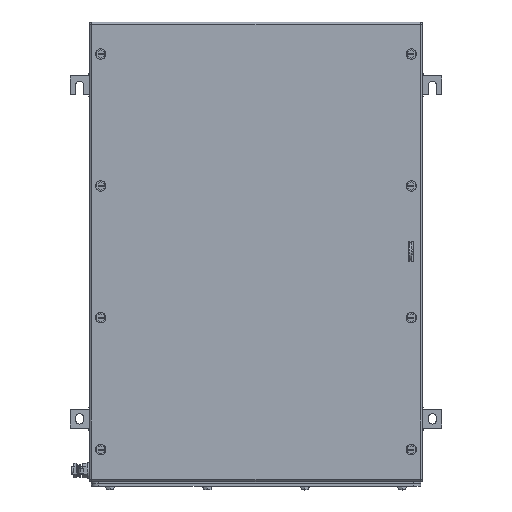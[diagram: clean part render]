
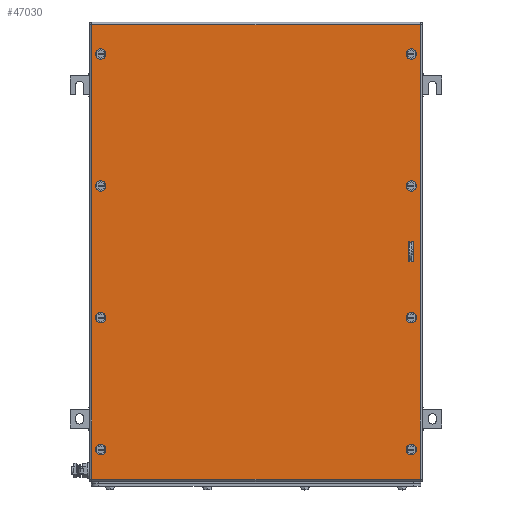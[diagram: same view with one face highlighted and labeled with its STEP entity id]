
A CAD part, top view. The second image highlights one B-rep face of the part: STEP entity #47030.
In plain terms, the highlighted planar face has unit normal (0, 0, 1).
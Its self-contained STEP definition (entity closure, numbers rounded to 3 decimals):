
#46798=AXIS2_PLACEMENT_3D('Circle Axis2P3D',#46796,#46797,$) ;
#46825=AXIS2_PLACEMENT_3D('Plane Axis2P3D',#46822,#46823,#46824) ;
#46863=AXIS2_PLACEMENT_3D('Circle Axis2P3D',#46861,#46862,$) ;
#46872=AXIS2_PLACEMENT_3D('Circle Axis2P3D',#46870,#46871,$) ;
#46881=AXIS2_PLACEMENT_3D('Circle Axis2P3D',#46879,#46880,$) ;
#46890=AXIS2_PLACEMENT_3D('Circle Axis2P3D',#46888,#46889,$) ;
#46899=AXIS2_PLACEMENT_3D('Circle Axis2P3D',#46897,#46898,$) ;
#46908=AXIS2_PLACEMENT_3D('Circle Axis2P3D',#46906,#46907,$) ;
#46917=AXIS2_PLACEMENT_3D('Circle Axis2P3D',#46915,#46916,$) ;
#46926=AXIS2_PLACEMENT_3D('Circle Axis2P3D',#46924,#46925,$) ;
#46935=AXIS2_PLACEMENT_3D('Circle Axis2P3D',#46933,#46934,$) ;
#46944=AXIS2_PLACEMENT_3D('Circle Axis2P3D',#46942,#46943,$) ;
#46953=AXIS2_PLACEMENT_3D('Circle Axis2P3D',#46951,#46952,$) ;
#46962=AXIS2_PLACEMENT_3D('Circle Axis2P3D',#46960,#46961,$) ;
#46971=AXIS2_PLACEMENT_3D('Circle Axis2P3D',#46969,#46970,$) ;
#46980=AXIS2_PLACEMENT_3D('Circle Axis2P3D',#46978,#46979,$) ;
#46989=AXIS2_PLACEMENT_3D('Circle Axis2P3D',#46987,#46988,$) ;
#46793=CARTESIAN_POINT('Vertex',(44.5,232.1,153.5)) ;
#46796=CARTESIAN_POINT('Axis2P3D Location',(41.,232.1,153.5)) ;
#46800=CARTESIAN_POINT('Vertex',(37.5,232.1,153.5)) ;
#46822=CARTESIAN_POINT('Axis2P3D Location',(250.5,321.,153.5)) ;
#46827=CARTESIAN_POINT('Line Origine',(250.5,627.5,153.5)) ;
#46831=CARTESIAN_POINT('Vertex',(472.,627.5,153.5)) ;
#46833=CARTESIAN_POINT('Vertex',(29.,627.5,153.5)) ;
#46836=CARTESIAN_POINT('Line Origine',(29.,321.,153.5)) ;
#46840=CARTESIAN_POINT('Vertex',(29.,14.5,153.5)) ;
#46843=CARTESIAN_POINT('Line Origine',(250.5,14.5,153.5)) ;
#46847=CARTESIAN_POINT('Vertex',(472.,14.5,153.5)) ;
#46850=CARTESIAN_POINT('Line Origine',(472.,321.,153.5)) ;
#46861=CARTESIAN_POINT('Axis2P3D Location',(41.,232.1,153.5)) ;
#46870=CARTESIAN_POINT('Axis2P3D Location',(41.,409.9,153.5)) ;
#46874=CARTESIAN_POINT('Vertex',(37.5,409.9,153.5)) ;
#46876=CARTESIAN_POINT('Vertex',(44.5,409.9,153.5)) ;
#46879=CARTESIAN_POINT('Axis2P3D Location',(41.,409.9,153.5)) ;
#46888=CARTESIAN_POINT('Axis2P3D Location',(460.,232.1,153.5)) ;
#46892=CARTESIAN_POINT('Vertex',(463.5,232.1,153.5)) ;
#46894=CARTESIAN_POINT('Vertex',(456.5,232.1,153.5)) ;
#46897=CARTESIAN_POINT('Axis2P3D Location',(460.,232.1,153.5)) ;
#46906=CARTESIAN_POINT('Axis2P3D Location',(460.,409.9,153.5)) ;
#46910=CARTESIAN_POINT('Vertex',(463.5,409.9,153.5)) ;
#46912=CARTESIAN_POINT('Vertex',(456.5,409.9,153.5)) ;
#46915=CARTESIAN_POINT('Axis2P3D Location',(460.,409.9,153.5)) ;
#46924=CARTESIAN_POINT('Axis2P3D Location',(41.,587.75,153.5)) ;
#46928=CARTESIAN_POINT('Vertex',(37.5,587.75,153.5)) ;
#46930=CARTESIAN_POINT('Vertex',(44.5,587.75,153.5)) ;
#46933=CARTESIAN_POINT('Axis2P3D Location',(41.,587.75,153.5)) ;
#46942=CARTESIAN_POINT('Axis2P3D Location',(41.,54.25,153.5)) ;
#46946=CARTESIAN_POINT('Vertex',(37.5,54.25,153.5)) ;
#46948=CARTESIAN_POINT('Vertex',(44.5,54.25,153.5)) ;
#46951=CARTESIAN_POINT('Axis2P3D Location',(41.,54.25,153.5)) ;
#46960=CARTESIAN_POINT('Axis2P3D Location',(460.,54.25,153.5)) ;
#46964=CARTESIAN_POINT('Vertex',(463.5,54.25,153.5)) ;
#46966=CARTESIAN_POINT('Vertex',(456.5,54.25,153.5)) ;
#46969=CARTESIAN_POINT('Axis2P3D Location',(460.,54.25,153.5)) ;
#46978=CARTESIAN_POINT('Axis2P3D Location',(460.,587.75,153.5)) ;
#46982=CARTESIAN_POINT('Vertex',(463.5,587.75,153.5)) ;
#46984=CARTESIAN_POINT('Vertex',(456.5,587.75,153.5)) ;
#46987=CARTESIAN_POINT('Axis2P3D Location',(460.,587.75,153.5)) ;
#46996=CARTESIAN_POINT('Line Origine',(459.75,307.5,153.5)) ;
#47000=CARTESIAN_POINT('Vertex',(463.,307.5,153.5)) ;
#47002=CARTESIAN_POINT('Vertex',(456.5,307.5,153.5)) ;
#47005=CARTESIAN_POINT('Line Origine',(456.5,321.,153.5)) ;
#47009=CARTESIAN_POINT('Vertex',(456.5,334.5,153.5)) ;
#47012=CARTESIAN_POINT('Line Origine',(459.75,334.5,153.5)) ;
#47016=CARTESIAN_POINT('Vertex',(463.,334.5,153.5)) ;
#47019=CARTESIAN_POINT('Line Origine',(463.,321.,153.5)) ;
#46797=DIRECTION('Axis2P3D Direction',(0.,0.,1.)) ;
#46823=DIRECTION('Axis2P3D Direction',(0.,0.,1.)) ;
#46824=DIRECTION('Axis2P3D XDirection',(1.,0.,0.)) ;
#46828=DIRECTION('Vector Direction',(1.,0.,0.)) ;
#46837=DIRECTION('Vector Direction',(0.,-1.,0.)) ;
#46844=DIRECTION('Vector Direction',(1.,0.,0.)) ;
#46851=DIRECTION('Vector Direction',(0.,1.,0.)) ;
#46862=DIRECTION('Axis2P3D Direction',(0.,0.,1.)) ;
#46871=DIRECTION('Axis2P3D Direction',(0.,0.,1.)) ;
#46880=DIRECTION('Axis2P3D Direction',(0.,0.,1.)) ;
#46889=DIRECTION('Axis2P3D Direction',(0.,0.,1.)) ;
#46898=DIRECTION('Axis2P3D Direction',(0.,0.,1.)) ;
#46907=DIRECTION('Axis2P3D Direction',(0.,0.,1.)) ;
#46916=DIRECTION('Axis2P3D Direction',(0.,0.,1.)) ;
#46925=DIRECTION('Axis2P3D Direction',(0.,0.,1.)) ;
#46934=DIRECTION('Axis2P3D Direction',(0.,0.,1.)) ;
#46943=DIRECTION('Axis2P3D Direction',(0.,0.,1.)) ;
#46952=DIRECTION('Axis2P3D Direction',(0.,0.,1.)) ;
#46961=DIRECTION('Axis2P3D Direction',(0.,0.,1.)) ;
#46970=DIRECTION('Axis2P3D Direction',(0.,0.,1.)) ;
#46979=DIRECTION('Axis2P3D Direction',(0.,0.,1.)) ;
#46988=DIRECTION('Axis2P3D Direction',(0.,0.,1.)) ;
#46997=DIRECTION('Vector Direction',(-1.,0.,0.)) ;
#47006=DIRECTION('Vector Direction',(0.,1.,0.)) ;
#47013=DIRECTION('Vector Direction',(1.,0.,0.)) ;
#47020=DIRECTION('Vector Direction',(0.,-1.,0.)) ;
#46829=VECTOR('Line Direction',#46828,1.) ;
#46838=VECTOR('Line Direction',#46837,1.) ;
#46845=VECTOR('Line Direction',#46844,1.) ;
#46852=VECTOR('Line Direction',#46851,1.) ;
#46998=VECTOR('Line Direction',#46997,1.) ;
#47007=VECTOR('Line Direction',#47006,1.) ;
#47014=VECTOR('Line Direction',#47013,1.) ;
#47021=VECTOR('Line Direction',#47020,1.) ;
#46856=ORIENTED_EDGE('',*,*,#46835,.T.) ;
#46857=ORIENTED_EDGE('',*,*,#46842,.T.) ;
#46858=ORIENTED_EDGE('',*,*,#46849,.T.) ;
#46859=ORIENTED_EDGE('',*,*,#46854,.T.) ;
#46867=ORIENTED_EDGE('',*,*,#46865,.F.) ;
#46868=ORIENTED_EDGE('',*,*,#46802,.F.) ;
#46885=ORIENTED_EDGE('',*,*,#46878,.F.) ;
#46886=ORIENTED_EDGE('',*,*,#46883,.F.) ;
#46903=ORIENTED_EDGE('',*,*,#46896,.F.) ;
#46904=ORIENTED_EDGE('',*,*,#46901,.F.) ;
#46921=ORIENTED_EDGE('',*,*,#46914,.F.) ;
#46922=ORIENTED_EDGE('',*,*,#46919,.F.) ;
#46939=ORIENTED_EDGE('',*,*,#46932,.F.) ;
#46940=ORIENTED_EDGE('',*,*,#46937,.F.) ;
#46957=ORIENTED_EDGE('',*,*,#46950,.F.) ;
#46958=ORIENTED_EDGE('',*,*,#46955,.F.) ;
#46975=ORIENTED_EDGE('',*,*,#46968,.F.) ;
#46976=ORIENTED_EDGE('',*,*,#46973,.F.) ;
#46993=ORIENTED_EDGE('',*,*,#46986,.F.) ;
#46994=ORIENTED_EDGE('',*,*,#46991,.F.) ;
#47025=ORIENTED_EDGE('',*,*,#47004,.T.) ;
#47026=ORIENTED_EDGE('',*,*,#47011,.T.) ;
#47027=ORIENTED_EDGE('',*,*,#47018,.T.) ;
#47028=ORIENTED_EDGE('',*,*,#47023,.T.) ;
#46869=FACE_BOUND('',#46866,.T.) ;
#46887=FACE_BOUND('',#46884,.T.) ;
#46905=FACE_BOUND('',#46902,.T.) ;
#46923=FACE_BOUND('',#46920,.T.) ;
#46941=FACE_BOUND('',#46938,.T.) ;
#46959=FACE_BOUND('',#46956,.T.) ;
#46977=FACE_BOUND('',#46974,.T.) ;
#46995=FACE_BOUND('',#46992,.T.) ;
#47029=FACE_BOUND('',#47024,.T.) ;
#47030=ADVANCED_FACE('ZUB_KTB_MH_624515_1GP_AllCATPart.2\\ZUB_DE_KTB_MH_620x450.1\\DE_KTB_MH_PART_MASTER.1\\Koerper.2',(#46860,#46869,#46887,#46905,#46923,#46941,#46959,#46977,#46995,#47029),#46826,.T.) ;
#46799=CIRCLE('generated circle',#46798,3.5) ;
#46864=CIRCLE('generated circle',#46863,3.5) ;
#46873=CIRCLE('generated circle',#46872,3.5) ;
#46882=CIRCLE('generated circle',#46881,3.5) ;
#46891=CIRCLE('generated circle',#46890,3.5) ;
#46900=CIRCLE('generated circle',#46899,3.5) ;
#46909=CIRCLE('generated circle',#46908,3.5) ;
#46918=CIRCLE('generated circle',#46917,3.5) ;
#46927=CIRCLE('generated circle',#46926,3.5) ;
#46936=CIRCLE('generated circle',#46935,3.5) ;
#46945=CIRCLE('generated circle',#46944,3.5) ;
#46954=CIRCLE('generated circle',#46953,3.5) ;
#46963=CIRCLE('generated circle',#46962,3.5) ;
#46972=CIRCLE('generated circle',#46971,3.5) ;
#46981=CIRCLE('generated circle',#46980,3.5) ;
#46990=CIRCLE('generated circle',#46989,3.5) ;
#46802=EDGE_CURVE('',#46794,#46801,#46799,.T.) ;
#46835=EDGE_CURVE('',#46832,#46834,#46830,.F.) ;
#46842=EDGE_CURVE('',#46834,#46841,#46839,.T.) ;
#46849=EDGE_CURVE('',#46841,#46848,#46846,.T.) ;
#46854=EDGE_CURVE('',#46848,#46832,#46853,.T.) ;
#46865=EDGE_CURVE('',#46801,#46794,#46864,.T.) ;
#46878=EDGE_CURVE('',#46875,#46877,#46873,.T.) ;
#46883=EDGE_CURVE('',#46877,#46875,#46882,.T.) ;
#46896=EDGE_CURVE('',#46893,#46895,#46891,.T.) ;
#46901=EDGE_CURVE('',#46895,#46893,#46900,.T.) ;
#46914=EDGE_CURVE('',#46911,#46913,#46909,.T.) ;
#46919=EDGE_CURVE('',#46913,#46911,#46918,.T.) ;
#46932=EDGE_CURVE('',#46929,#46931,#46927,.T.) ;
#46937=EDGE_CURVE('',#46931,#46929,#46936,.T.) ;
#46950=EDGE_CURVE('',#46947,#46949,#46945,.T.) ;
#46955=EDGE_CURVE('',#46949,#46947,#46954,.T.) ;
#46968=EDGE_CURVE('',#46965,#46967,#46963,.T.) ;
#46973=EDGE_CURVE('',#46967,#46965,#46972,.T.) ;
#46986=EDGE_CURVE('',#46983,#46985,#46981,.T.) ;
#46991=EDGE_CURVE('',#46985,#46983,#46990,.T.) ;
#47004=EDGE_CURVE('',#47001,#47003,#46999,.T.) ;
#47011=EDGE_CURVE('',#47003,#47010,#47008,.T.) ;
#47018=EDGE_CURVE('',#47010,#47017,#47015,.T.) ;
#47023=EDGE_CURVE('',#47017,#47001,#47022,.T.) ;
#46855=EDGE_LOOP('',(#46856,#46857,#46858,#46859)) ;
#46866=EDGE_LOOP('',(#46867,#46868)) ;
#46884=EDGE_LOOP('',(#46885,#46886)) ;
#46902=EDGE_LOOP('',(#46903,#46904)) ;
#46920=EDGE_LOOP('',(#46921,#46922)) ;
#46938=EDGE_LOOP('',(#46939,#46940)) ;
#46956=EDGE_LOOP('',(#46957,#46958)) ;
#46974=EDGE_LOOP('',(#46975,#46976)) ;
#46992=EDGE_LOOP('',(#46993,#46994)) ;
#47024=EDGE_LOOP('',(#47025,#47026,#47027,#47028)) ;
#46860=FACE_OUTER_BOUND('',#46855,.T.) ;
#46830=LINE('Line',#46827,#46829) ;
#46839=LINE('Line',#46836,#46838) ;
#46846=LINE('Line',#46843,#46845) ;
#46853=LINE('Line',#46850,#46852) ;
#46999=LINE('Line',#46996,#46998) ;
#47008=LINE('Line',#47005,#47007) ;
#47015=LINE('Line',#47012,#47014) ;
#47022=LINE('Line',#47019,#47021) ;
#46826=PLANE('',#46825) ;
#46794=VERTEX_POINT('',#46793) ;
#46801=VERTEX_POINT('',#46800) ;
#46832=VERTEX_POINT('',#46831) ;
#46834=VERTEX_POINT('',#46833) ;
#46841=VERTEX_POINT('',#46840) ;
#46848=VERTEX_POINT('',#46847) ;
#46875=VERTEX_POINT('',#46874) ;
#46877=VERTEX_POINT('',#46876) ;
#46893=VERTEX_POINT('',#46892) ;
#46895=VERTEX_POINT('',#46894) ;
#46911=VERTEX_POINT('',#46910) ;
#46913=VERTEX_POINT('',#46912) ;
#46929=VERTEX_POINT('',#46928) ;
#46931=VERTEX_POINT('',#46930) ;
#46947=VERTEX_POINT('',#46946) ;
#46949=VERTEX_POINT('',#46948) ;
#46965=VERTEX_POINT('',#46964) ;
#46967=VERTEX_POINT('',#46966) ;
#46983=VERTEX_POINT('',#46982) ;
#46985=VERTEX_POINT('',#46984) ;
#47001=VERTEX_POINT('',#47000) ;
#47003=VERTEX_POINT('',#47002) ;
#47010=VERTEX_POINT('',#47009) ;
#47017=VERTEX_POINT('',#47016) ;
